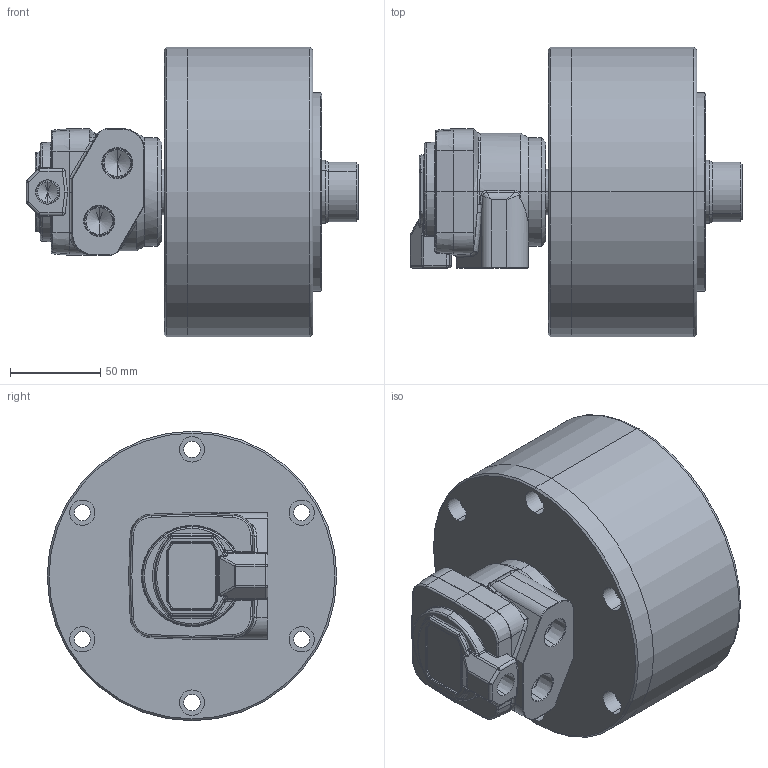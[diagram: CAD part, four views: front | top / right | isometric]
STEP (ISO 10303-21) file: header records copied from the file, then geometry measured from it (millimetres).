
FILE_DESCRIPTION (( 'STEP AP203' ), '1' );
FILE_NAME ('RK-125N²Õ¦X¥ó.STEP', '2011-03-15T06:12:48', ( 'user' ), ( '' ), 'SwSTEP 2.0', 'SolidWorks 2010', '' );
FILE_SCHEMA (( 'CONFIG_CONTROL_DESIGN' ));
Length unit declared in the file: millimetre
Products named in the file (6): RK-125缸體; RK-125活塞; RK-100閥體; RK-100閥蓋; RK-125N組合件; RK-125N閥軸
Assembly tree (5 placements, depth 2):
  RK-125N組合件
    RK-100閥體
    RK-100閥蓋
    RK-125活塞
    RK-125缸體
    RK-125N閥軸
Bounding box: 183.5 x 160 x 160 mm (x, y, z)
Volume: 1630512.2 mm3; surface area: 248917 mm2
Topology: 5 solids, 5 shells, 424 faces, 982 edges, 566 vertices
Faces by surface type: cylinder 170, plane 83, bspline 74, cone 63, torus 25, sphere 9
Entity records: 19397 total; most frequent: CARTESIAN_POINT 9644, ORIENTED_EDGE 1892, DIRECTION 1883, EDGE_CURVE 946, AXIS2_PLACEMENT_3D 762, VERTEX_POINT 566, EDGE_LOOP 486, FACE_OUTER_BOUND 424
